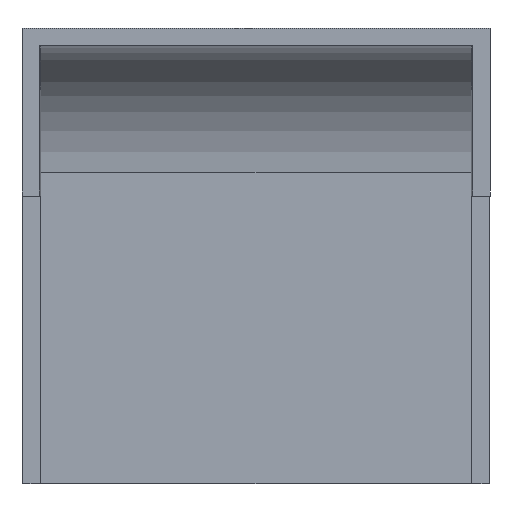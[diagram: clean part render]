
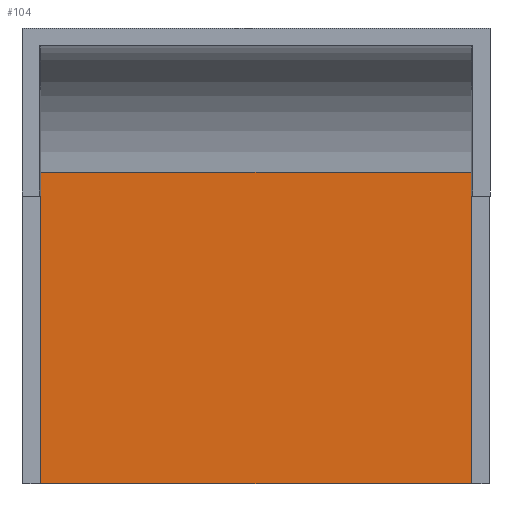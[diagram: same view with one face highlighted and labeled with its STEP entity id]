
A CAD part, top view. The second image highlights one B-rep face of the part: STEP entity #104.
In plain terms, the highlighted planar face has unit normal (0, 0, 1).
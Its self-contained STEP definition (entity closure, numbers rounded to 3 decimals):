
#4 = DIRECTION ( 'NONE',  ( -1., 0., 0. ) ) ;
#26 = CARTESIAN_POINT ( 'NONE',  ( 16.2, 5.85, -14.65 ) ) ;
#39 = EDGE_CURVE ( 'NONE', #213, #374, #310, .T. ) ;
#45 = ORIENTED_EDGE ( 'NONE', *, *, #39, .T. ) ;
#50 = DIRECTION ( 'NONE',  ( 0., 1., 0. ) ) ;
#83 = CARTESIAN_POINT ( 'NONE',  ( 15.004, -15.85, -14.65 ) ) ;
#104 = ADVANCED_FACE ( 'NONE', ( #258 ), #199, .T. ) ;
#113 = VECTOR ( 'NONE', #4, 1000. ) ;
#116 = LINE ( 'NONE', #26, #113 ) ;
#156 = CARTESIAN_POINT ( 'NONE',  ( -15.004, 5.85, -14.65 ) ) ;
#174 = DIRECTION ( 'NONE',  ( 0., 0., 1. ) ) ;
#175 = EDGE_CURVE ( 'NONE', #398, #427, #231, .T. ) ;
#189 = LINE ( 'NONE', #414, #203 ) ;
#199 = PLANE ( 'NONE',  #317 ) ;
#201 = CARTESIAN_POINT ( 'NONE',  ( 16.2, 5.85, -14.65 ) ) ;
#203 = VECTOR ( 'NONE', #344, 1000. ) ;
#212 = VECTOR ( 'NONE', #50, 1000. ) ;
#213 = VERTEX_POINT ( 'NONE', #83 ) ;
#231 = LINE ( 'NONE', #459, #212 ) ;
#258 = FACE_OUTER_BOUND ( 'NONE', #387, .T. ) ;
#286 = DIRECTION ( 'NONE',  ( 1., 0., 0. ) ) ;
#292 = EDGE_CURVE ( 'NONE', #213, #398, #189, .T. ) ;
#300 = CARTESIAN_POINT ( 'NONE',  ( -15.004, -15.85, -14.65 ) ) ;
#302 = VECTOR ( 'NONE', #429, 1000. ) ;
#304 = ORIENTED_EDGE ( 'NONE', *, *, #523, .T. ) ;
#307 = CARTESIAN_POINT ( 'NONE',  ( 15.004, 5.85, -14.65 ) ) ;
#310 = LINE ( 'NONE', #418, #302 ) ;
#317 = AXIS2_PLACEMENT_3D ( 'NONE', #201, #174, #286 ) ;
#322 = ORIENTED_EDGE ( 'NONE', *, *, #175, .F. ) ;
#342 = ORIENTED_EDGE ( 'NONE', *, *, #292, .F. ) ;
#344 = DIRECTION ( 'NONE',  ( -1., 0., 0. ) ) ;
#374 = VERTEX_POINT ( 'NONE', #307 ) ;
#387 = EDGE_LOOP ( 'NONE', ( #322, #342, #45, #304 ) ) ;
#398 = VERTEX_POINT ( 'NONE', #300 ) ;
#414 = CARTESIAN_POINT ( 'NONE',  ( 16.2, -15.85, -14.65 ) ) ;
#418 = CARTESIAN_POINT ( 'NONE',  ( 15.004, 5.85, -14.65 ) ) ;
#427 = VERTEX_POINT ( 'NONE', #156 ) ;
#429 = DIRECTION ( 'NONE',  ( 0., 1., 0. ) ) ;
#459 = CARTESIAN_POINT ( 'NONE',  ( -15.004, 5.85, -14.65 ) ) ;
#523 = EDGE_CURVE ( 'NONE', #374, #427, #116, .T. ) ;
